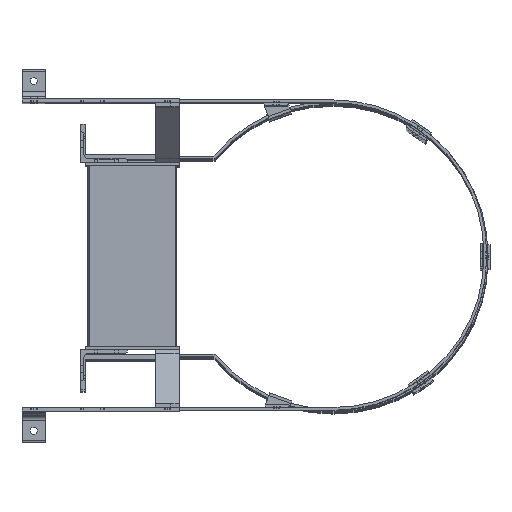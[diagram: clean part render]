
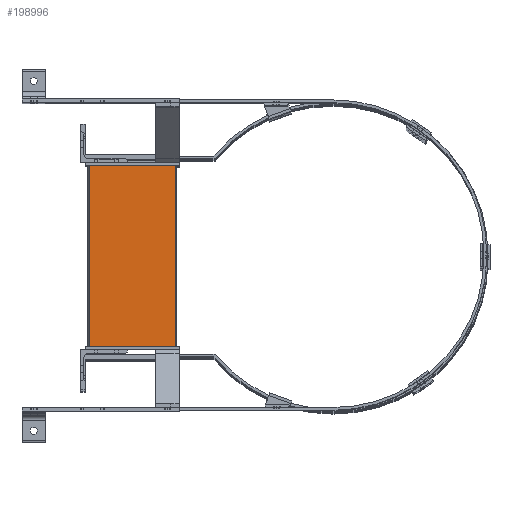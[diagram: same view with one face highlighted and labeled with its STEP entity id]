
A CAD part, top view. The second image highlights one B-rep face of the part: STEP entity #198996.
In plain terms, the highlighted face is planar.
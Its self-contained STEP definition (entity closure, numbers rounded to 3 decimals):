
#198996 = ADVANCED_FACE('',(#198997),#199011,.T.);
#198997 = FACE_BOUND('',#198998,.T.);
#198998 = EDGE_LOOP('',(#198999,#199022,#199038,#199054));
#198999 = ORIENTED_EDGE('',*,*,#199000,.F.);
#199000 = EDGE_CURVE('',#199001,#199003,#199005,.T.);
#199001 = VERTEX_POINT('',#199002);
#199002 = CARTESIAN_POINT('',(125.,192.,-388.));
#199003 = VERTEX_POINT('',#199004);
#199004 = CARTESIAN_POINT('',(125.,8.,-388.));
#199005 = SURFACE_CURVE('',#199006,(#199010),.PCURVE_S1.);
#199006 = LINE('',#199007,#199008);
#199007 = CARTESIAN_POINT('',(125.,192.,-388.));
#199008 = VECTOR('',#199009,1.);
#199009 = DIRECTION('',(0.,-1.,0.));
#199010 = PCURVE('',#199011,#199016);
#199011 = PLANE('',#199012);
#199012 = AXIS2_PLACEMENT_3D('',#199013,#199014,#199015);
#199013 = CARTESIAN_POINT('',(125.,100.,-196.));
#199014 = DIRECTION('',(1.,0.,0.));
#199015 = DIRECTION('',(0.,1.,0.));
#199016 = DEFINITIONAL_REPRESENTATION('',(#199017),#199021);
#199017 = LINE('',#199018,#199019);
#199018 = CARTESIAN_POINT('',(92.,-192.));
#199019 = VECTOR('',#199020,1.);
#199020 = DIRECTION('',(-1.,0.));
#199021 = ( GEOMETRIC_REPRESENTATION_CONTEXT(2) 
PARAMETRIC_REPRESENTATION_CONTEXT() REPRESENTATION_CONTEXT('2D SPACE',''
  ) );
#199022 = ORIENTED_EDGE('',*,*,#199023,.F.);
#199023 = EDGE_CURVE('',#199024,#199001,#199026,.T.);
#199024 = VERTEX_POINT('',#199025);
#199025 = CARTESIAN_POINT('',(125.,192.,-4.));
#199026 = SURFACE_CURVE('',#199027,(#199031),.PCURVE_S1.);
#199027 = LINE('',#199028,#199029);
#199028 = CARTESIAN_POINT('',(125.,192.,-4.));
#199029 = VECTOR('',#199030,1.);
#199030 = DIRECTION('',(0.,0.,-1.));
#199031 = PCURVE('',#199011,#199032);
#199032 = DEFINITIONAL_REPRESENTATION('',(#199033),#199037);
#199033 = LINE('',#199034,#199035);
#199034 = CARTESIAN_POINT('',(92.,192.));
#199035 = VECTOR('',#199036,1.);
#199036 = DIRECTION('',(0.,-1.));
#199037 = ( GEOMETRIC_REPRESENTATION_CONTEXT(2) 
PARAMETRIC_REPRESENTATION_CONTEXT() REPRESENTATION_CONTEXT('2D SPACE',''
  ) );
#199038 = ORIENTED_EDGE('',*,*,#199039,.F.);
#199039 = EDGE_CURVE('',#199040,#199024,#199042,.T.);
#199040 = VERTEX_POINT('',#199041);
#199041 = CARTESIAN_POINT('',(125.,8.,-4.));
#199042 = SURFACE_CURVE('',#199043,(#199047),.PCURVE_S1.);
#199043 = LINE('',#199044,#199045);
#199044 = CARTESIAN_POINT('',(125.,8.,-4.));
#199045 = VECTOR('',#199046,1.);
#199046 = DIRECTION('',(0.,1.,0.));
#199047 = PCURVE('',#199011,#199048);
#199048 = DEFINITIONAL_REPRESENTATION('',(#199049),#199053);
#199049 = LINE('',#199050,#199051);
#199050 = CARTESIAN_POINT('',(-92.,192.));
#199051 = VECTOR('',#199052,1.);
#199052 = DIRECTION('',(1.,0.));
#199053 = ( GEOMETRIC_REPRESENTATION_CONTEXT(2) 
PARAMETRIC_REPRESENTATION_CONTEXT() REPRESENTATION_CONTEXT('2D SPACE',''
  ) );
#199054 = ORIENTED_EDGE('',*,*,#199055,.T.);
#199055 = EDGE_CURVE('',#199040,#199003,#199056,.T.);
#199056 = SURFACE_CURVE('',#199057,(#199061),.PCURVE_S1.);
#199057 = LINE('',#199058,#199059);
#199058 = CARTESIAN_POINT('',(125.,8.,-4.));
#199059 = VECTOR('',#199060,1.);
#199060 = DIRECTION('',(0.,0.,-1.));
#199061 = PCURVE('',#199011,#199062);
#199062 = DEFINITIONAL_REPRESENTATION('',(#199063),#199067);
#199063 = LINE('',#199064,#199065);
#199064 = CARTESIAN_POINT('',(-92.,192.));
#199065 = VECTOR('',#199066,1.);
#199066 = DIRECTION('',(0.,-1.));
#199067 = ( GEOMETRIC_REPRESENTATION_CONTEXT(2) 
PARAMETRIC_REPRESENTATION_CONTEXT() REPRESENTATION_CONTEXT('2D SPACE',''
  ) );
